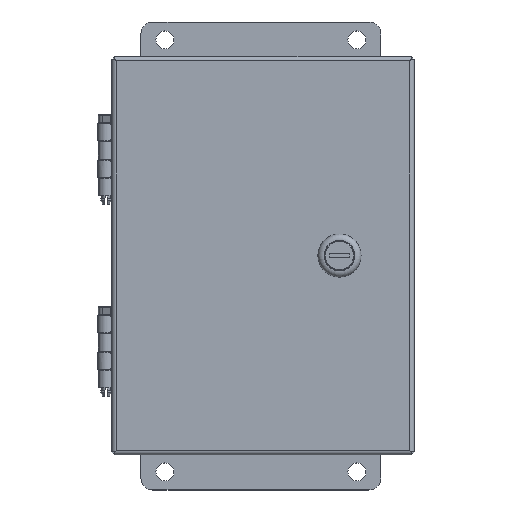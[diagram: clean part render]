
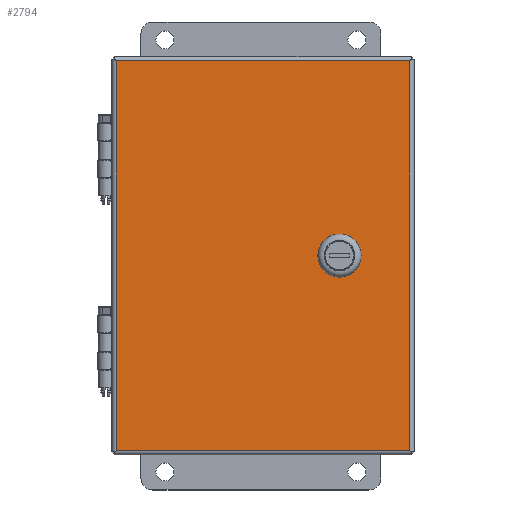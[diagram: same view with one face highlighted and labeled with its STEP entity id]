
A CAD part, top view. The second image highlights one B-rep face of the part: STEP entity #2794.
In plain terms, the highlighted face is planar.
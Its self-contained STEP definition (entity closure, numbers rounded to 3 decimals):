
#2794 = ADVANCED_FACE( '', ( #6440, #6441 ), #6442, .T. );
#6440 = FACE_BOUND( '', #18494, .T. );
#6441 = FACE_OUTER_BOUND( '', #18495, .T. );
#6442 = PLANE( '', #18496 );
#18494 = EDGE_LOOP( '', ( #47065, #47066, #47067, #47068 ) );
#18495 = EDGE_LOOP( '', ( #47069, #47070, #47071, #47072 ) );
#18496 = AXIS2_PLACEMENT_3D( '', #47073, #47074, #47075 );
#47065 = ORIENTED_EDGE( '', *, *, #60148, .F. );
#47066 = ORIENTED_EDGE( '', *, *, #60149, .F. );
#47067 = ORIENTED_EDGE( '', *, *, #59415, .F. );
#47068 = ORIENTED_EDGE( '', *, *, #60150, .F. );
#47069 = ORIENTED_EDGE( '', *, *, #59339, .T. );
#47070 = ORIENTED_EDGE( '', *, *, #60151, .F. );
#47071 = ORIENTED_EDGE( '', *, *, #59629, .T. );
#47072 = ORIENTED_EDGE( '', *, *, #60152, .T. );
#47073 = CARTESIAN_POINT( '', ( -80.01, 0., -105.41 ) );
#47074 = DIRECTION( '', ( 0., -1., 0. ) );
#47075 = DIRECTION( '', ( 0., 0., -1. ) );
#59339 = EDGE_CURVE( '', #65043, #65041, #65044, .T. );
#59415 = EDGE_CURVE( '', #65162, #65164, #65165, .T. );
#59629 = EDGE_CURVE( '', #65508, #65516, #65518, .T. );
#60148 = EDGE_CURVE( '', #66369, #66370, #66371, .T. );
#60149 = EDGE_CURVE( '', #65164, #66369, #66372, .T. );
#60150 = EDGE_CURVE( '', #66370, #65162, #66373, .T. );
#60151 = EDGE_CURVE( '', #65508, #65041, #66374, .T. );
#60152 = EDGE_CURVE( '', #65516, #65043, #66375, .T. );
#65041 = VERTEX_POINT( '', #74886 );
#65043 = VERTEX_POINT( '', #74888 );
#65044 = LINE( '', #74889, #74890 );
#65162 = VERTEX_POINT( '', #75141 );
#65164 = VERTEX_POINT( '', #75144 );
#65165 = CIRCLE( '', #75145, 9.716 );
#65508 = VERTEX_POINT( '', #76048 );
#65516 = VERTEX_POINT( '', #76057 );
#65518 = LINE( '', #76059, #76060 );
#66369 = VERTEX_POINT( '', #78215 );
#66370 = VERTEX_POINT( '', #78216 );
#66371 = CIRCLE( '', #78217, 9.716 );
#66372 = LINE( '', #78218, #78219 );
#66373 = LINE( '', #78220, #78221 );
#66374 = LINE( '', #78222, #78223 );
#66375 = LINE( '', #78224, #78225 );
#74886 = CARTESIAN_POINT( '', ( 77.673, 0., 103.073 ) );
#74888 = CARTESIAN_POINT( '', ( 77.673, 0., -103.073 ) );
#74889 = CARTESIAN_POINT( '', ( 77.673, 0., 103.073 ) );
#74890 = VECTOR( '', #90178, 1000. );
#75141 = CARTESIAN_POINT( '', ( 32.385, 0., -5.322 ) );
#75144 = CARTESIAN_POINT( '', ( 48.641, 0., -5.322 ) );
#75145 = AXIS2_PLACEMENT_3D( '', #90240, #90241, #90242 );
#76048 = CARTESIAN_POINT( '', ( -77.673, 0., 103.073 ) );
#76057 = CARTESIAN_POINT( '', ( -77.673, 0., -103.073 ) );
#76059 = CARTESIAN_POINT( '', ( -77.673, 0., -105.41 ) );
#76060 = VECTOR( '', #90425, 1000. );
#78215 = CARTESIAN_POINT( '', ( 48.641, 0., 5.322 ) );
#78216 = CARTESIAN_POINT( '', ( 32.385, 0., 5.322 ) );
#78217 = AXIS2_PLACEMENT_3D( '', #90897, #90898, #90899 );
#78218 = CARTESIAN_POINT( '', ( 48.641, 0., 5.322 ) );
#78219 = VECTOR( '', #90900, 1000. );
#78220 = CARTESIAN_POINT( '', ( 32.385, 0., 5.322 ) );
#78221 = VECTOR( '', #90901, 1000. );
#78222 = CARTESIAN_POINT( '', ( -77.673, 0., 103.073 ) );
#78223 = VECTOR( '', #90902, 1000. );
#78224 = CARTESIAN_POINT( '', ( 80.01, 0., -103.073 ) );
#78225 = VECTOR( '', #90903, 1000. );
#90178 = DIRECTION( '', ( 0., 0., 1. ) );
#90240 = CARTESIAN_POINT( '', ( 40.513, 0., 0. ) );
#90241 = DIRECTION( '', ( 0., -1., 0. ) );
#90242 = DIRECTION( '', ( 1., 0., 0. ) );
#90425 = DIRECTION( '', ( 0., 0., -1. ) );
#90897 = CARTESIAN_POINT( '', ( 40.513, 0., 0. ) );
#90898 = DIRECTION( '', ( 0., -1., 0. ) );
#90899 = DIRECTION( '', ( 1., 0., 0. ) );
#90900 = DIRECTION( '', ( 0., 0., 1. ) );
#90901 = DIRECTION( '', ( 0., 0., -1. ) );
#90902 = DIRECTION( '', ( 1., 0., 0. ) );
#90903 = DIRECTION( '', ( 1., 0., 0. ) );
